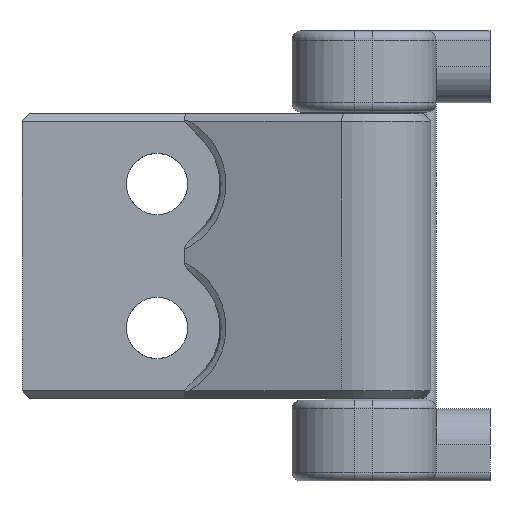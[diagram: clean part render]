
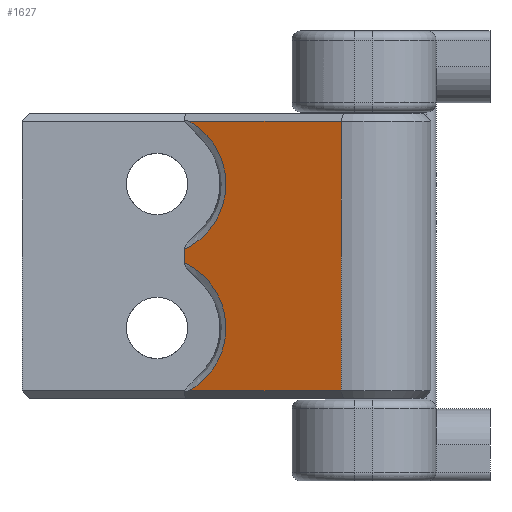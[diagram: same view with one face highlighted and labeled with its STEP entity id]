
A CAD part, front view. The second image highlights one B-rep face of the part: STEP entity #1627.
In plain terms, the highlighted planar face has unit normal (-0.342, -0.94, 0).
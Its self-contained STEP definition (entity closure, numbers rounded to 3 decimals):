
#187 = EDGE_LOOP ( 'NONE', ( #1159, #1650, #1120, #3292, #3179, #761 ) ) ;
#209 = EDGE_CURVE ( 'NONE', #1955, #1362, #1016, .T. ) ;
#267 = LINE ( 'NONE', #1746, #710 ) ;
#305 = CARTESIAN_POINT ( 'NONE',  ( -13.994, -4., 0.369 ) ) ;
#429 = VERTEX_POINT ( 'NONE', #667 ) ;
#544 = DIRECTION ( 'NONE',  ( 0., 0., 1. ) ) ;
#667 = CARTESIAN_POINT ( 'NONE',  ( -13.994, -4., -0.369 ) ) ;
#710 = VECTOR ( 'NONE', #544, 1000. ) ;
#753 = DIRECTION ( 'NONE',  ( -0.94, 0.342, 0. ) ) ;
#759 =( BOUNDED_CURVE ( )  B_SPLINE_CURVE ( 3, ( #1782, #2702, #3570, #3295 ),
 .UNSPECIFIED., .F., .F. ) 
 B_SPLINE_CURVE_WITH_KNOTS ( ( 4, 4 ),
 ( 2.003, 4.207 ),
 .UNSPECIFIED. ) 
 CURVE ( )  GEOMETRIC_REPRESENTATION_ITEM ( )  RATIONAL_B_SPLINE_CURVE ( ( 1., 0.635, 0.635, 1. ) ) 
 REPRESENTATION_ITEM ( '' )  );
#761 = ORIENTED_EDGE ( 'NONE', *, *, #209, .T. ) ;
#788 = CARTESIAN_POINT ( 'NONE',  ( -10.455, -5.288, 5.686 ) ) ;
#815 = FACE_OUTER_BOUND ( 'NONE', #187, .T. ) ;
#858 = DIRECTION ( 'NONE',  ( -0.342, -0.94, 0. ) ) ;
#1016 =( BOUNDED_CURVE ( )  B_SPLINE_CURVE ( 3, ( #3192, #788, #1374, #3814 ),
 .UNSPECIFIED., .F., .F. ) 
 B_SPLINE_CURVE_WITH_KNOTS ( ( 4, 4 ),
 ( 2.076, 4.28 ),
 .UNSPECIFIED. ) 
 CURVE ( )  GEOMETRIC_REPRESENTATION_ITEM ( )  RATIONAL_B_SPLINE_CURVE ( ( 1., 0.635, 0.635, 1. ) ) 
 REPRESENTATION_ITEM ( '' )  );
#1120 = ORIENTED_EDGE ( 'NONE', *, *, #2115, .T. ) ;
#1159 = ORIENTED_EDGE ( 'NONE', *, *, #2289, .F. ) ;
#1327 = LINE ( 'NONE', #2548, #1999 ) ;
#1362 = VERTEX_POINT ( 'NONE', #305 ) ;
#1374 = CARTESIAN_POINT ( 'NONE',  ( -10.591, -5.238, 1.94 ) ) ;
#1398 = EDGE_CURVE ( 'NONE', #2296, #1576, #1566, .T. ) ;
#1427 = EDGE_CURVE ( 'NONE', #1576, #1955, #3197, .T. ) ;
#1566 = LINE ( 'NONE', #2786, #2706 ) ;
#1576 = VERTEX_POINT ( 'NONE', #2981 ) ;
#1589 = VERTEX_POINT ( 'NONE', #3000 ) ;
#1627 = ADVANCED_FACE ( 'NONE', ( #815 ), #3568, .T. ) ;
#1650 = ORIENTED_EDGE ( 'NONE', *, *, #2650, .T. ) ;
#1746 = CARTESIAN_POINT ( 'NONE',  ( -13.994, -4., -7.9 ) ) ;
#1782 = CARTESIAN_POINT ( 'NONE',  ( -13.994, -4., -0.369 ) ) ;
#1955 = VERTEX_POINT ( 'NONE', #2046 ) ;
#1999 = VECTOR ( 'NONE', #2024, 1000. ) ;
#2024 = DIRECTION ( 'NONE',  ( 0.94, -0.342, 0. ) ) ;
#2046 = CARTESIAN_POINT ( 'NONE',  ( -13.735, -4.094, 7.5 ) ) ;
#2055 = DIRECTION ( 'NONE',  ( 0.94, -0.342, 0. ) ) ;
#2115 = EDGE_CURVE ( 'NONE', #1589, #2296, #1327, .T. ) ;
#2289 = EDGE_CURVE ( 'NONE', #429, #1362, #267, .T. ) ;
#2296 = VERTEX_POINT ( 'NONE', #3557 ) ;
#2381 = CARTESIAN_POINT ( 'NONE',  ( -5.265, -7.177, -7.9 ) ) ;
#2548 = CARTESIAN_POINT ( 'NONE',  ( -5.265, -7.177, -7.5 ) ) ;
#2650 = EDGE_CURVE ( 'NONE', #429, #1589, #759, .T. ) ;
#2702 = CARTESIAN_POINT ( 'NONE',  ( -10.591, -5.238, -1.94 ) ) ;
#2706 = VECTOR ( 'NONE', #3107, 1000. ) ;
#2786 = CARTESIAN_POINT ( 'NONE',  ( -5.265, -7.177, -7.9 ) ) ;
#2901 = CARTESIAN_POINT ( 'NONE',  ( -13.994, -4., 7.5 ) ) ;
#2981 = CARTESIAN_POINT ( 'NONE',  ( -5.265, -7.177, 7.5 ) ) ;
#3000 = CARTESIAN_POINT ( 'NONE',  ( -13.735, -4.094, -7.5 ) ) ;
#3022 = AXIS2_PLACEMENT_3D ( 'NONE', #2381, #858, #2055 ) ;
#3107 = DIRECTION ( 'NONE',  ( 0., 0., 1. ) ) ;
#3179 = ORIENTED_EDGE ( 'NONE', *, *, #1427, .T. ) ;
#3192 = CARTESIAN_POINT ( 'NONE',  ( -13.735, -4.094, 7.5 ) ) ;
#3197 = LINE ( 'NONE', #2901, #3458 ) ;
#3292 = ORIENTED_EDGE ( 'NONE', *, *, #1398, .T. ) ;
#3295 = CARTESIAN_POINT ( 'NONE',  ( -13.735, -4.094, -7.5 ) ) ;
#3458 = VECTOR ( 'NONE', #753, 1000. ) ;
#3557 = CARTESIAN_POINT ( 'NONE',  ( -5.265, -7.177, -7.5 ) ) ;
#3568 = PLANE ( 'NONE',  #3022 ) ;
#3570 = CARTESIAN_POINT ( 'NONE',  ( -10.455, -5.288, -5.686 ) ) ;
#3814 = CARTESIAN_POINT ( 'NONE',  ( -13.994, -4., 0.369 ) ) ;
